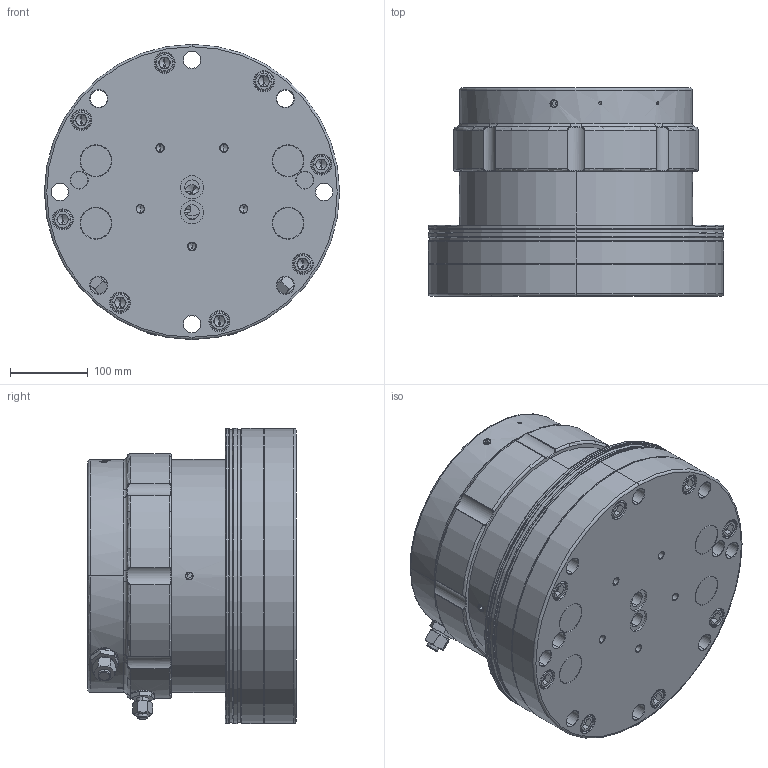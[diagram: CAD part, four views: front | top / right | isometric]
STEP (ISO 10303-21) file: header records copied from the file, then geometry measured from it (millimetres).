
FILE_DESCRIPTION (( 'STEP AP214' ), '1' );
FILE_NAME ('AR-B 150-3.1.STEP', '2021-02-08T19:53:10', ( '' ), ( '' ), 'SwSTEP 2.0', 'SolidWorks 2016', '' );
FILE_SCHEMA (( 'AUTOMOTIVE_DESIGN' ));
Length unit declared in the file: millimetre
Products named in the file (14): 3-4 zoll Anschluss_Standard; Nippel M10x1_Standard; K20 02 04 (40)_Standard; Verschl-M10x1 K05 02 008 10 2_Standard; M 16x50_DIN 912 M16 x 35 --- 35C; AA 1514-2; AA 1517-1; M24 x 140_DIN 912 M24 x 140 --- 60N; AA 1510-3; AA 1516-5; AA 1511-9; AR-B 150-3.1; Expander K07 01 07mm_Standard; 1-2 zoll Anschluss_Standard
Assembly tree (35 placements, depth 2):
  AR-B 150-3.1
    AA 1516-5
    AA 1510-3
    AA 1517-1
    AA 1514-2
    AA 1511-9
    M24 x 140_DIN 912 M24 x 140 --- 60N  x10
    1-2 zoll Anschluss_Standard  x2
    3-4 zoll Anschluss_Standard  x2
    Verschl-M10x1 K05 02 008 10 2_Standard  x2
    Nippel M10x1_Standard
    K20 02 04 (40)_Standard  x4
    Expander K07 01 07mm_Standard
    M 16x50_DIN 912 M16 x 35 --- 35C  x8
Bounding box: 380 x 268 x 380 mm (x, y, z)
Volume: 14574894.5 mm3; surface area: 1731944.5 mm2
Topology: 39 solids, 39 shells, 2012 faces, 4709 edges, 2718 vertices
Faces by surface type: cone 680, cylinder 659, plane 468, torus 151, bspline 52, sphere 2
Entity records: 48190 total; most frequent: CARTESIAN_POINT 14235, DIRECTION 7434, ORIENTED_EDGE 6550, EDGE_CURVE 3275, AXIS2_PLACEMENT_3D 3079, VERTEX_POINT 1996, EDGE_LOOP 1753, CIRCLE 1644
